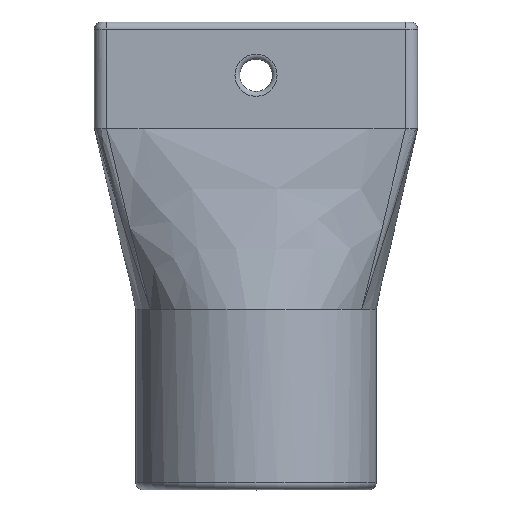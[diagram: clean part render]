
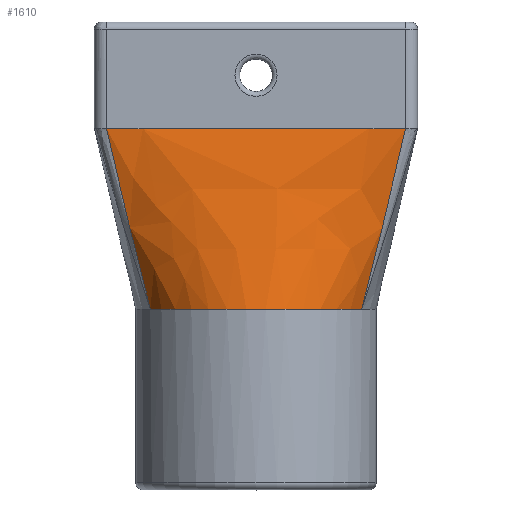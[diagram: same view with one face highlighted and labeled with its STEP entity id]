
A CAD part, top view. The second image highlights one B-rep face of the part: STEP entity #1610.
In plain terms, the highlighted free-form (B-spline) face has degree [3, 3] with [7, 4] control points.
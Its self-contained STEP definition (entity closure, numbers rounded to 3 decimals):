
#21=B_SPLINE_SURFACE_WITH_KNOTS('',3,3,((#2874,#2875,#2876,#2877),(#2878,
#2879,#2880,#2881),(#2882,#2883,#2884,#2885),(#2886,#2887,#2888,#2889),
(#2890,#2891,#2892,#2893),(#2894,#2895,#2896,#2897),(#2898,#2899,#2900,
#2901)),.UNSPECIFIED.,.F.,.F.,.F.,(4,1,1,1,4),(4,4),(0.,0.286,
0.571,0.857,1.),(0.,1.),.UNSPECIFIED.);
#110=B_SPLINE_CURVE_WITH_KNOTS('',3,(#2840,#2841,#2842,#2843,#2844,#2845,
#2846,#2847),.UNSPECIFIED.,.F.,.F.,(4,1,1,2,4),(-1.557,-0.944,
-0.629,0.,0.001),.UNSPECIFIED.);
#114=B_SPLINE_CURVE_WITH_KNOTS('',3,(#2902,#2903,#2904,#2905,#2906,#2907,
#2908,#2909),.UNSPECIFIED.,.F.,.F.,(4,2,1,1,4),(-1.558,-1.557,
-0.927,-0.613,0.),
 .UNSPECIFIED.);
#139=LINE('',#2306,#246);
#140=LINE('',#2308,#247);
#141=LINE('',#2310,#248);
#246=VECTOR('',#1856,10.);
#247=VECTOR('',#1857,10.);
#248=VECTOR('',#1858,10.);
#430=FACE_OUTER_BOUND('',#526,.T.);
#526=EDGE_LOOP('',(#1318,#1319,#1320,#1321,#1322,#1323,#1324,#1325));
#593=CIRCLE('',#1694,10.);
#594=CIRCLE('',#1695,10.);
#595=CIRCLE('',#1696,10.);
#663=VERTEX_POINT('',#2300);
#664=VERTEX_POINT('',#2305);
#665=VERTEX_POINT('',#2307);
#666=VERTEX_POINT('',#2309);
#681=VERTEX_POINT('',#2349);
#682=VERTEX_POINT('',#2351);
#683=VERTEX_POINT('',#2353);
#684=VERTEX_POINT('',#2355);
#825=EDGE_CURVE('',#663,#664,#139,.T.);
#826=EDGE_CURVE('',#664,#665,#140,.T.);
#827=EDGE_CURVE('',#665,#666,#141,.T.);
#846=EDGE_CURVE('',#682,#681,#593,.T.);
#847=EDGE_CURVE('',#683,#682,#594,.T.);
#848=EDGE_CURVE('',#684,#683,#595,.T.);
#973=EDGE_CURVE('',#666,#681,#110,.T.);
#978=EDGE_CURVE('',#684,#663,#114,.T.);
#1318=ORIENTED_EDGE('',*,*,#973,.F.);
#1319=ORIENTED_EDGE('',*,*,#827,.F.);
#1320=ORIENTED_EDGE('',*,*,#826,.F.);
#1321=ORIENTED_EDGE('',*,*,#825,.F.);
#1322=ORIENTED_EDGE('',*,*,#978,.F.);
#1323=ORIENTED_EDGE('',*,*,#848,.T.);
#1324=ORIENTED_EDGE('',*,*,#847,.T.);
#1325=ORIENTED_EDGE('',*,*,#846,.T.);
#1610=ADVANCED_FACE('',(#430),#21,.F.);
#1694=AXIS2_PLACEMENT_3D('',#2352,#1896,#1897);
#1695=AXIS2_PLACEMENT_3D('',#2354,#1898,#1899);
#1696=AXIS2_PLACEMENT_3D('',#2356,#1900,#1901);
#1856=DIRECTION('',(1.,0.,0.));
#1857=DIRECTION('',(1.,0.,0.));
#1858=DIRECTION('',(1.,0.,0.));
#1896=DIRECTION('center_axis',(0.,1.,0.));
#1897=DIRECTION('ref_axis',(1.,0.,0.));
#1898=DIRECTION('center_axis',(0.,1.,0.));
#1899=DIRECTION('ref_axis',(1.,0.,0.));
#1900=DIRECTION('center_axis',(0.,1.,0.));
#1901=DIRECTION('ref_axis',(1.,0.,0.));
#2300=CARTESIAN_POINT('',(-12.424,-5.2,9.223));
#2305=CARTESIAN_POINT('',(-9.387,-5.2,9.223));
#2306=CARTESIAN_POINT('',(12.42,-5.2,9.223));
#2307=CARTESIAN_POINT('',(9.377,-5.2,9.223));
#2308=CARTESIAN_POINT('',(12.42,-5.2,9.223));
#2309=CARTESIAN_POINT('',(12.414,-5.2,9.223));
#2310=CARTESIAN_POINT('',(12.42,-5.2,9.223));
#2349=CARTESIAN_POINT('',(8.773,-20.2,6.687));
#2351=CARTESIAN_POINT('',(5.369,-20.2,10.329));
#2352=CARTESIAN_POINT('Origin',(-0.005,-20.2,1.896));
#2353=CARTESIAN_POINT('',(-5.379,-20.2,10.329));
#2354=CARTESIAN_POINT('Origin',(-0.005,-20.2,1.896));
#2355=CARTESIAN_POINT('',(-8.783,-20.2,6.687));
#2356=CARTESIAN_POINT('Origin',(-0.005,-20.2,1.896));
#2840=CARTESIAN_POINT('Ctrl Pts',(12.414,-5.2,9.223));
#2841=CARTESIAN_POINT('Ctrl Pts',(11.936,-7.174,8.98));
#2842=CARTESIAN_POINT('Ctrl Pts',(11.236,-10.167,8.591));
#2843=CARTESIAN_POINT('Ctrl Pts',(10.084,-15.188,7.77));
#2844=CARTESIAN_POINT('Ctrl Pts',(9.332,-18.203,7.135));
#2845=CARTESIAN_POINT('Ctrl Pts',(8.775,-20.192,6.689));
#2846=CARTESIAN_POINT('Ctrl Pts',(8.774,-20.196,6.688));
#2847=CARTESIAN_POINT('Ctrl Pts',(8.773,-20.2,6.687));
#2874=CARTESIAN_POINT('Ctrl Pts',(-13.43,-5.2,9.223));
#2875=CARTESIAN_POINT('Ctrl Pts',(-11.881,-10.2,8.378));
#2876=CARTESIAN_POINT('Ctrl Pts',(-10.332,-15.2,7.532));
#2877=CARTESIAN_POINT('Ctrl Pts',(-8.783,-20.2,6.687));
#2878=CARTESIAN_POINT('Ctrl Pts',(-10.873,-5.2,9.223));
#2879=CARTESIAN_POINT('Ctrl Pts',(-9.852,-10.2,8.975));
#2880=CARTESIAN_POINT('Ctrl Pts',(-8.826,-15.2,8.726));
#2881=CARTESIAN_POINT('Ctrl Pts',(-7.805,-20.2,8.478));
#2882=CARTESIAN_POINT('Ctrl Pts',(-5.759,-5.2,9.223));
#2883=CARTESIAN_POINT('Ctrl Pts',(-5.413,-10.2,9.962));
#2884=CARTESIAN_POINT('Ctrl Pts',(-5.068,-15.2,10.7));
#2885=CARTESIAN_POINT('Ctrl Pts',(-4.723,-20.2,11.439));
#2886=CARTESIAN_POINT('Ctrl Pts',(1.913,-5.2,9.223));
#2887=CARTESIAN_POINT('Ctrl Pts',(1.814,-10.2,10.288));
#2888=CARTESIAN_POINT('Ctrl Pts',(1.717,-15.2,11.354));
#2889=CARTESIAN_POINT('Ctrl Pts',(1.619,-20.2,12.419));
#2890=CARTESIAN_POINT('Ctrl Pts',(8.306,-5.2,9.223));
#2891=CARTESIAN_POINT('Ctrl Pts',(7.674,-10.2,9.498));
#2892=CARTESIAN_POINT('Ctrl Pts',(7.041,-15.2,9.773));
#2893=CARTESIAN_POINT('Ctrl Pts',(6.409,-20.2,10.049));
#2894=CARTESIAN_POINT('Ctrl Pts',(12.141,-5.2,9.223));
#2895=CARTESIAN_POINT('Ctrl Pts',(10.855,-10.2,8.675));
#2896=CARTESIAN_POINT('Ctrl Pts',(9.571,-15.2,8.13));
#2897=CARTESIAN_POINT('Ctrl Pts',(8.284,-20.2,7.582));
#2898=CARTESIAN_POINT('Ctrl Pts',(13.42,-5.2,9.223));
#2899=CARTESIAN_POINT('Ctrl Pts',(11.871,-10.2,8.378));
#2900=CARTESIAN_POINT('Ctrl Pts',(10.322,-15.2,7.532));
#2901=CARTESIAN_POINT('Ctrl Pts',(8.773,-20.2,6.687));
#2902=CARTESIAN_POINT('Ctrl Pts',(-8.783,-20.2,6.687));
#2903=CARTESIAN_POINT('Ctrl Pts',(-8.784,-20.196,6.688));
#2904=CARTESIAN_POINT('Ctrl Pts',(-8.785,-20.192,6.689));
#2905=CARTESIAN_POINT('Ctrl Pts',(-9.342,-18.203,7.134));
#2906=CARTESIAN_POINT('Ctrl Pts',(-10.094,-15.188,7.77));
#2907=CARTESIAN_POINT('Ctrl Pts',(-11.246,-10.167,8.591));
#2908=CARTESIAN_POINT('Ctrl Pts',(-11.946,-7.174,8.98));
#2909=CARTESIAN_POINT('Ctrl Pts',(-12.424,-5.2,9.223));
